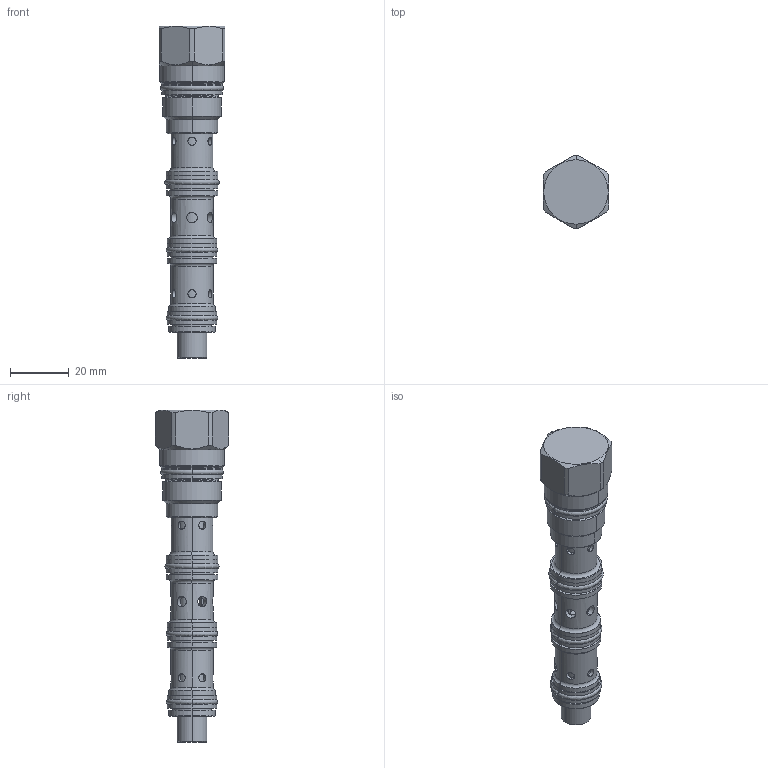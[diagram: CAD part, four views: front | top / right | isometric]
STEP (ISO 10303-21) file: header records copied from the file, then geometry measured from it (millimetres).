
FILE_DESCRIPTION((''),'2;1');
FILE_NAME('FSBA-XAN_PRT','2013-09-05T',('Administrator'),(''),'PRO/ENGINEER BY PARAMETRIC TECHNOLOGY CORPORATION, 2006240','PRO/ENGINEER BY PARAMETRIC TECHNOLOGY CORPORATION, 2006240','');
FILE_SCHEMA(('CONFIG_CONTROL_DESIGN'));
Length unit declared in the file: inch
Products named in the file (1): FSBA-XAN_PRT
Bounding box: 22.23 x 24.84 x 112.62 mm (x, y, z)
Volume: 22783.8 mm3; surface area: 17986.3 mm2
Topology: 8 solids, 8 shells, 737 faces, 1850 edges, 1152 vertices
Faces by surface type: cylinder 388, plane 142, torus 141, cone 50, revolution 16
Entity records: 33062 total; most frequent: CARTESIAN_POINT 15205, ORIENTED_EDGE 3692, DIRECTION 3678, EDGE_CURVE 1846, AXIS2_PLACEMENT_3D 1527, VERTEX_POINT 1152, EDGE_LOOP 970, CIRCLE 806
